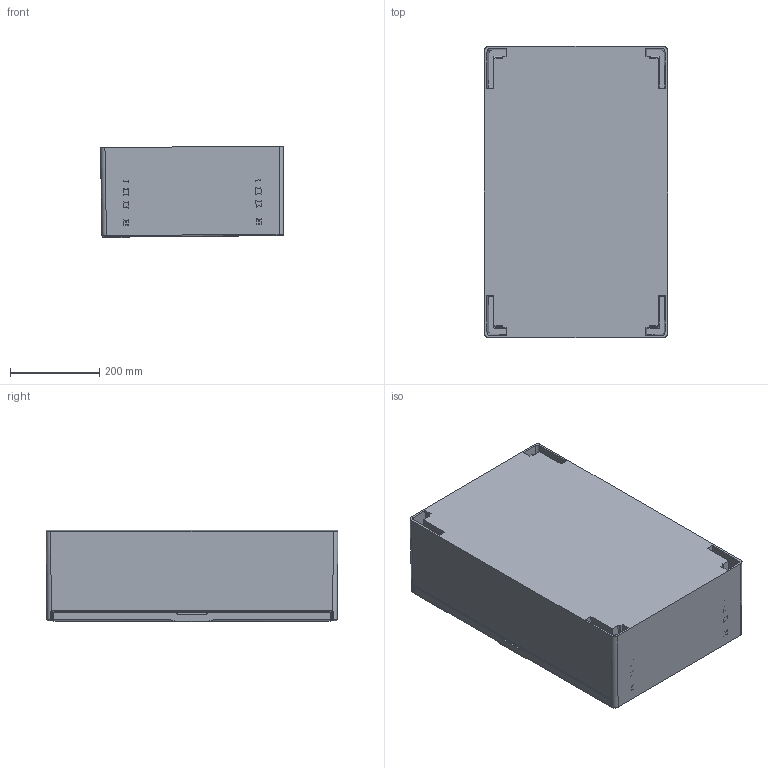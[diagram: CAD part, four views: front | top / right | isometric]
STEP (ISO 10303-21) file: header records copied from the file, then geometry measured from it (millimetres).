
FILE_DESCRIPTION((''),'2;1');
FILE_NAME('GW46004F_ASM','2020-07-22T12:20:40',('user'),('Technoprobe spa'),'CREO PARAMETRIC BY PTC INC, 2019471','CREO PARAMETRIC BY PTC INC, 2019471','');
FILE_SCHEMA(('CONFIG_CONTROL_DESIGN'));
Length unit declared in the file: millimetre
Products named in the file (3): 55710115E2XX_PORTA_CIECA_QP_4GR; 55710107C3X2_FONDO_4_GR; GW46004F_ASM
Assembly tree (2 placements, depth 2):
  GW46004F_ASM
    55710115E2XX_PORTA_CIECA_QP_4GR
    55710107C3X2_FONDO_4_GR
Bounding box: 409.48 x 652.49 x 205.38 mm (x, y, z)
Volume: 4651359 mm3; surface area: 2386574.9 mm2
Topology: 2 solids, 2 shells, 1156 faces, 2955 edges, 1928 vertices
Faces by surface type: plane 648, cone 348, cylinder 94, bspline 52, torus 6, extrusion 4, sphere 4
Entity records: 40595 total; most frequent: CARTESIAN_POINT 13068, ORIENTED_EDGE 5898, DIRECTION 5355, EDGE_CURVE 2949, VERTEX_POINT 1928, AXIS2_PLACEMENT_3D 1875, VECTOR 1605, LINE 1601
